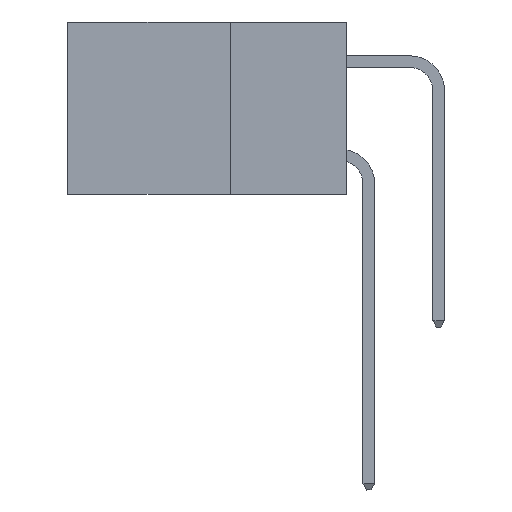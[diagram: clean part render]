
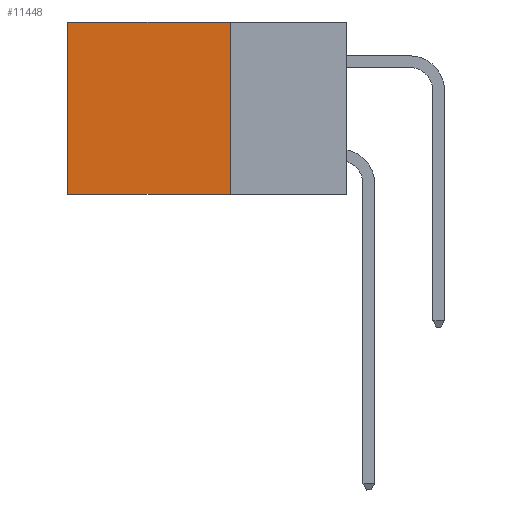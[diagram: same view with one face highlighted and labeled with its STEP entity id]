
A CAD part, left-side view. The second image highlights one B-rep face of the part: STEP entity #11448.
In plain terms, the highlighted planar face has unit normal (-1, 0, 0).
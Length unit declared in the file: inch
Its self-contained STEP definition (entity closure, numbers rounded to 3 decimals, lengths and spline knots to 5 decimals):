
#644 = VECTOR ( 'NONE', #1287, 39.37008 ) ;
#1287 = DIRECTION ( 'NONE',  ( 0., 1., 0. ) ) ;
#2293 = ORIENTED_EDGE ( 'NONE', *, *, #12011, .T. ) ;
#2673 = VERTEX_POINT ( 'NONE', #40330 ) ;
#3069 = LINE ( 'NONE', #16302, #20609 ) ;
#3230 = VERTEX_POINT ( 'NONE', #41991 ) ;
#4825 = CARTESIAN_POINT ( 'NONE',  ( 0.2875, 0.25, 0. ) ) ;
#10968 = VECTOR ( 'NONE', #14365, 39.37008 ) ;
#11448 = ADVANCED_FACE ( 'NONE', ( #34656 ), #12331, .F. ) ;
#12011 = EDGE_CURVE ( 'NONE', #3230, #23574, #12704, .T. ) ;
#12331 = PLANE ( 'NONE',  #16462 ) ;
#12704 = LINE ( 'NONE', #32425, #22759 ) ;
#14365 = DIRECTION ( 'NONE',  ( 0., 0., -1. ) ) ;
#15358 = DIRECTION ( 'NONE',  ( 0., 0., -1. ) ) ;
#16302 = CARTESIAN_POINT ( 'NONE',  ( 0.2875, 0.25, -0.37 ) ) ;
#16462 = AXIS2_PLACEMENT_3D ( 'NONE', #41401, #32265, #15358 ) ;
#16529 = ORIENTED_EDGE ( 'NONE', *, *, #40032, .F. ) ;
#17176 = DIRECTION ( 'NONE',  ( 0., 0., -1. ) ) ;
#17995 = CARTESIAN_POINT ( 'NONE',  ( 0.2875, 0.25, 0. ) ) ;
#20609 = VECTOR ( 'NONE', #21279, 39.37008 ) ;
#21279 = DIRECTION ( 'NONE',  ( 0., 1., 0. ) ) ;
#21532 = LINE ( 'NONE', #4825, #10968 ) ;
#22759 = VECTOR ( 'NONE', #17176, 39.37008 ) ;
#22806 = EDGE_LOOP ( 'NONE', ( #2293, #16529, #28507, #41129 ) ) ;
#23574 = VERTEX_POINT ( 'NONE', #30747 ) ;
#28507 = ORIENTED_EDGE ( 'NONE', *, *, #40839, .F. ) ;
#30747 = CARTESIAN_POINT ( 'NONE',  ( 0.2875, 0.6, -0.37 ) ) ;
#32265 = DIRECTION ( 'NONE',  ( 1., 0., 0. ) ) ;
#32425 = CARTESIAN_POINT ( 'NONE',  ( 0.2875, 0.6, 0. ) ) ;
#34271 = CARTESIAN_POINT ( 'NONE',  ( 0.2875, 0.25, -0.37 ) ) ;
#34656 = FACE_OUTER_BOUND ( 'NONE', #22806, .T. ) ;
#35076 = VERTEX_POINT ( 'NONE', #34271 ) ;
#37505 = LINE ( 'NONE', #17995, #644 ) ;
#40032 = EDGE_CURVE ( 'NONE', #35076, #23574, #3069, .T. ) ;
#40330 = CARTESIAN_POINT ( 'NONE',  ( 0.2875, 0.25, 0. ) ) ;
#40839 = EDGE_CURVE ( 'NONE', #2673, #35076, #21532, .T. ) ;
#41129 = ORIENTED_EDGE ( 'NONE', *, *, #42293, .T. ) ;
#41401 = CARTESIAN_POINT ( 'NONE',  ( 0.2875, 0.25, 0. ) ) ;
#41991 = CARTESIAN_POINT ( 'NONE',  ( 0.2875, 0.6, 0. ) ) ;
#42293 = EDGE_CURVE ( 'NONE', #2673, #3230, #37505, .T. ) ;
